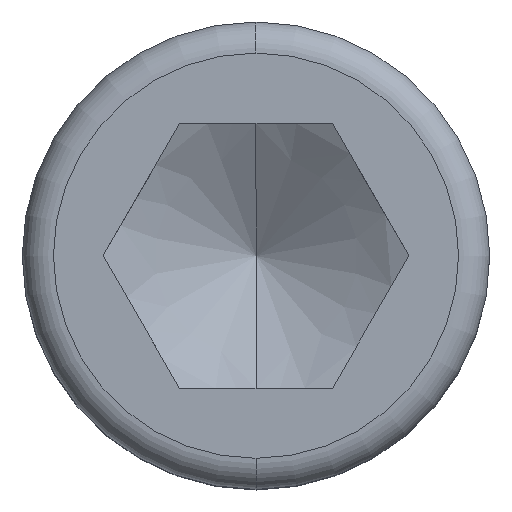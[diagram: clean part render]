
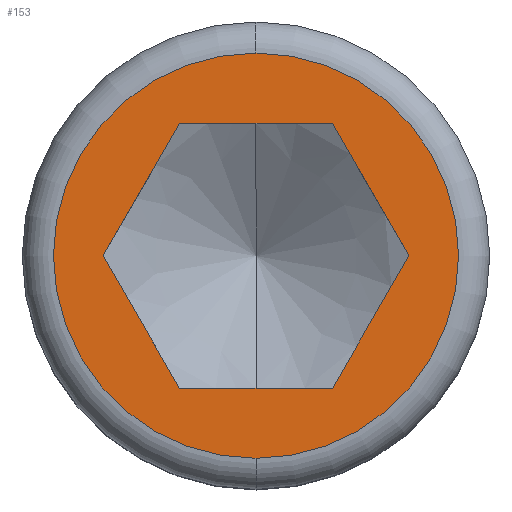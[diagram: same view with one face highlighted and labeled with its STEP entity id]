
A CAD part, top view. The second image highlights one B-rep face of the part: STEP entity #153.
In plain terms, the highlighted planar face has unit normal (0, 0, 1).
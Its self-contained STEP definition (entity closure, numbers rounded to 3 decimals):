
#153=ADVANCED_FACE('',(#389,#390),#391,.T.);
#155=EDGE_CURVE('',#175,#209,#393,.T.);
#175=VERTEX_POINT('',#416);
#199=EDGE_CURVE('',#309,#251,#443,.T.);
#209=VERTEX_POINT('',#455);
#217=EDGE_CURVE('',#289,#269,#463,.T.);
#251=VERTEX_POINT('',#499);
#261=EDGE_CURVE('',#251,#309,#510,.T.);
#263=EDGE_CURVE('',#269,#175,#512,.T.);
#269=VERTEX_POINT('',#519);
#281=EDGE_CURVE('',#325,#289,#531,.T.);
#289=VERTEX_POINT('',#539);
#303=VERTEX_POINT('',#555);
#309=VERTEX_POINT('',#561);
#313=EDGE_CURVE('',#303,#325,#566,.T.);
#325=VERTEX_POINT('',#580);
#355=EDGE_CURVE('',#209,#303,#616,.T.);
#389=FACE_BOUND('',#644,.T.);
#390=FACE_OUTER_BOUND('',#645,.T.);
#391=PLANE('',#646);
#393=LINE('',#649,#650);
#416=CARTESIAN_POINT('',(4.907,8.5,20.));
#443=CIRCLE('',#712,13.0);
#455=CARTESIAN_POINT('',(9.815,0.,20.));
#463=LINE('',#737,#738);
#499=CARTESIAN_POINT('',(0.,13.0,20.0));
#510=CIRCLE('',#835,13.0);
#512=LINE('',#838,#839);
#519=CARTESIAN_POINT('',(-4.908,8.5,20.));
#531=LINE('',#875,#876);
#539=CARTESIAN_POINT('',(-9.815,0.0,20.));
#555=CARTESIAN_POINT('',(4.908,-8.5,20.));
#561=CARTESIAN_POINT('',(0.,-13.0,20.0));
#566=LINE('',#940,#941);
#580=CARTESIAN_POINT('',(-4.907,-8.5,20.));
#616=LINE('',#1010,#1011);
#644=EDGE_LOOP('',(#1029,#1030,#1031,#1032,#1033,#1034));
#645=EDGE_LOOP('',(#1035,#1036));
#646=AXIS2_PLACEMENT_3D('',#1037,#1038,#1039);
#649=CARTESIAN_POINT('',(8.588,2.125,20.));
#650=VECTOR('',#1040,1.0);
#712=AXIS2_PLACEMENT_3D('',#1107,#1108,#1109);
#737=CARTESIAN_POINT('',(-6.134,6.375,20.));
#738=VECTOR('',#1133,1.0);
#835=AXIS2_PLACEMENT_3D('',#1170,#1171,#1172);
#838=CARTESIAN_POINT('',(2.454,8.5,20.));
#839=VECTOR('',#1173,1.0);
#875=CARTESIAN_POINT('',(-8.588,-2.125,20.));
#876=VECTOR('',#1190,1.0);
#940=CARTESIAN_POINT('',(-2.454,-8.5,20.));
#941=VECTOR('',#1224,1.0);
#1010=CARTESIAN_POINT('',(6.134,-6.375,20.));
#1011=VECTOR('',#1292,1.0);
#1029=ORIENTED_EDGE('',*,*,#281,.T.);
#1030=ORIENTED_EDGE('',*,*,#217,.T.);
#1031=ORIENTED_EDGE('',*,*,#263,.T.);
#1032=ORIENTED_EDGE('',*,*,#155,.T.);
#1033=ORIENTED_EDGE('',*,*,#355,.T.);
#1034=ORIENTED_EDGE('',*,*,#313,.T.);
#1035=ORIENTED_EDGE('',*,*,#199,.T.);
#1036=ORIENTED_EDGE('',*,*,#261,.T.);
#1037=CARTESIAN_POINT('',(0.,-12.408,20.0));
#1038=DIRECTION('',(0.0,0.0,1.0));
#1039=DIRECTION('',(0.,-1.0,0.0));
#1040=DIRECTION('',(0.5,-0.866,0.0));
#1107=CARTESIAN_POINT('',(0.,0.,20.0));
#1108=DIRECTION('',(0.0,0.0,1.0));
#1109=DIRECTION('',(-1.0,0.0,0.0));
#1133=DIRECTION('',(0.5,0.866,0.0));
#1170=CARTESIAN_POINT('',(0.,0.,20.0));
#1171=DIRECTION('',(0.0,0.0,1.0));
#1172=DIRECTION('',(-1.0,0.0,0.0));
#1173=DIRECTION('',(1.0,0.0,0.0));
#1190=DIRECTION('',(-0.5,0.866,0.0));
#1224=DIRECTION('',(-1.0,0.0,0.0));
#1292=DIRECTION('',(-0.5,-0.866,0.0));
